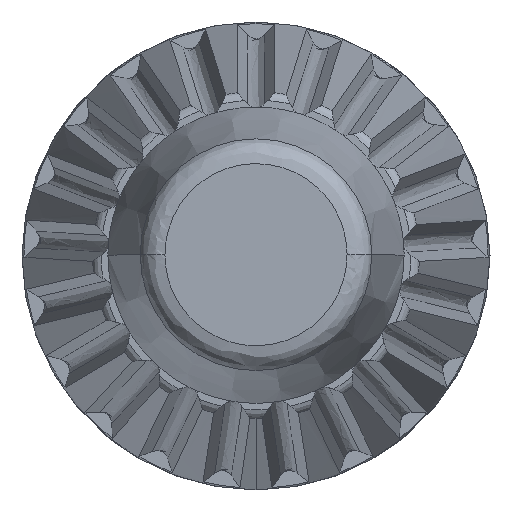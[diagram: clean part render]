
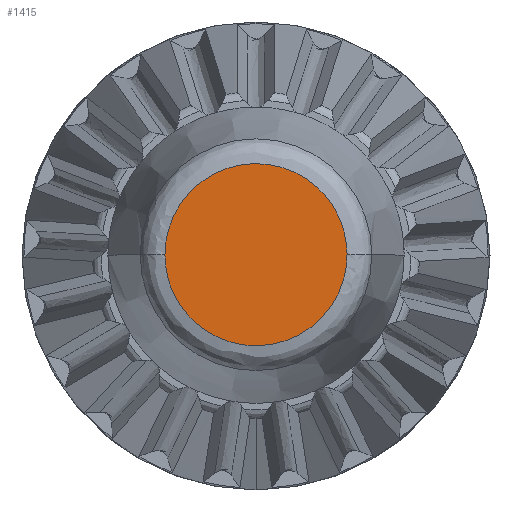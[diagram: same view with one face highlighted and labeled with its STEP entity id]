
A CAD part, top view. The second image highlights one B-rep face of the part: STEP entity #1415.
In plain terms, the highlighted planar face has unit normal (0, 0, 1).
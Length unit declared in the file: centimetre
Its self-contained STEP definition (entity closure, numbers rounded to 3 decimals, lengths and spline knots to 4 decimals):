
#31 = AXIS2_PLACEMENT_3D ( 'NONE', #3803, #3811, #3812 ) ;
#339 = CARTESIAN_POINT ( 'NONE',  ( 0.2031, 0., 1.778 ) ) ;
#344 = CARTESIAN_POINT ( 'NONE',  ( -0.2031, 0., 1.778 ) ) ;
#444 = CARTESIAN_POINT ( 'NONE',  ( 0.2031, 0., 1.778 ) ) ;
#445 = CARTESIAN_POINT ( 'NONE',  ( 0.2031, -0.4062, 1.778 ) ) ;
#446 = CARTESIAN_POINT ( 'NONE',  ( -0.2031, -0.4062, 1.778 ) ) ;
#447 = CARTESIAN_POINT ( 'NONE',  ( -0.2031, 0., 1.778 ) ) ;
#1415 = ADVANCED_FACE ( 'NONE', ( #4469 ), #3808, .T. ) ;
#2164 =( BOUNDED_CURVE ( )  B_SPLINE_CURVE ( 3, ( #3265, #3260, #3261, #3266 ),
 .UNSPECIFIED., .F., .F. ) 
 B_SPLINE_CURVE_WITH_KNOTS ( ( 4, 4 ),
 ( 0.5, 1. ),
 .UNSPECIFIED. ) 
 CURVE ( )  GEOMETRIC_REPRESENTATION_ITEM ( )  RATIONAL_B_SPLINE_CURVE ( ( 1., 0.333, 0.333, 1. ) ) 
 REPRESENTATION_ITEM ( '' )  );
#2327 =( BOUNDED_CURVE ( )  B_SPLINE_CURVE ( 3, ( #444, #445, #446, #447 ),
 .UNSPECIFIED., .F., .F. ) 
 B_SPLINE_CURVE_WITH_KNOTS ( ( 4, 4 ),
 ( 0., 0.5 ),
 .UNSPECIFIED. ) 
 CURVE ( )  GEOMETRIC_REPRESENTATION_ITEM ( )  RATIONAL_B_SPLINE_CURVE ( ( 1., 0.333, 0.333, 1. ) ) 
 REPRESENTATION_ITEM ( '' )  );
#2412 = EDGE_CURVE ( 'NONE', #4132, #4127, #2164, .T. ) ;
#2869 = EDGE_LOOP ( 'NONE', ( #4695, #4683 ) ) ;
#3260 = CARTESIAN_POINT ( 'NONE',  ( -0.2031, 0.4062, 1.778 ) ) ;
#3261 = CARTESIAN_POINT ( 'NONE',  ( 0.2031, 0.4062, 1.778 ) ) ;
#3265 = CARTESIAN_POINT ( 'NONE',  ( -0.2031, 0., 1.778 ) ) ;
#3266 = CARTESIAN_POINT ( 'NONE',  ( 0.2031, 0., 1.778 ) ) ;
#3803 = CARTESIAN_POINT ( 'NONE',  ( 0., 0., 1.778 ) ) ;
#3808 = PLANE ( 'NONE',  #31 ) ;
#3811 = DIRECTION ( 'NONE',  ( 0., 0., 1. ) ) ;
#3812 = DIRECTION ( 'NONE',  ( 1., 0., 0. ) ) ;
#4127 = VERTEX_POINT ( 'NONE', #339 ) ;
#4132 = VERTEX_POINT ( 'NONE', #344 ) ;
#4469 = FACE_OUTER_BOUND ( 'NONE', #2869, .T. ) ;
#4683 = ORIENTED_EDGE ( 'NONE', *, *, #4767, .F. ) ;
#4695 = ORIENTED_EDGE ( 'NONE', *, *, #2412, .F. ) ;
#4767 = EDGE_CURVE ( 'NONE', #4127, #4132, #2327, .T. ) ;
